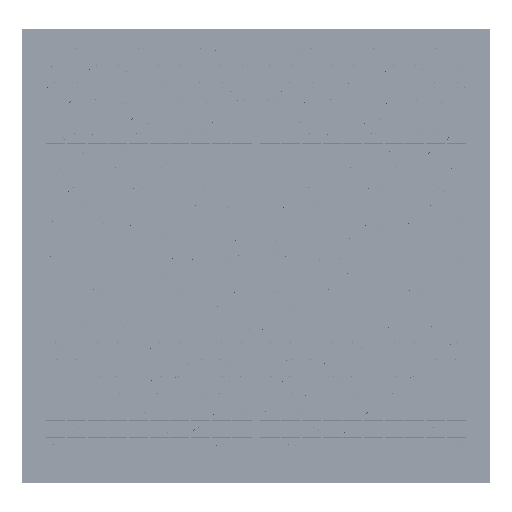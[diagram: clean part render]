
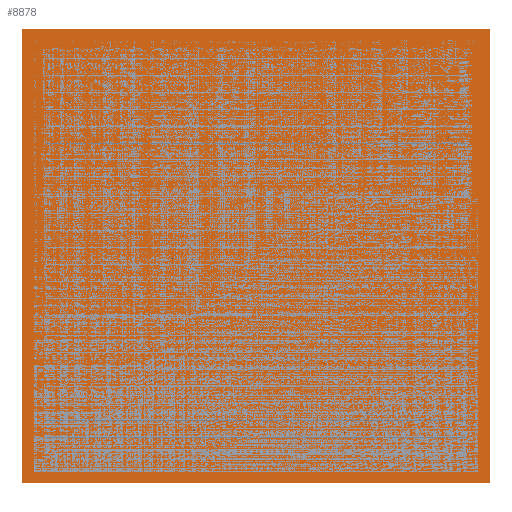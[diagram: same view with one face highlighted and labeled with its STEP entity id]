
A CAD part, top view. The second image highlights one B-rep face of the part: STEP entity #8878.
In plain terms, the highlighted planar face has unit normal (0, 0, 1).
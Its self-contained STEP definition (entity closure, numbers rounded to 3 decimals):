
#8564 = VERTEX_POINT('',#8565);
#8565 = CARTESIAN_POINT('',(-731.5,-711.,29.15));
#8572 = PLANE('',#8573);
#8573 = AXIS2_PLACEMENT_3D('',#8574,#8575,#8576);
#8574 = CARTESIAN_POINT('',(-731.5,-711.,-29.15));
#8575 = DIRECTION('',(1.,0.,0.));
#8576 = DIRECTION('',(0.,0.,1.));
#8584 = PLANE('',#8585);
#8585 = AXIS2_PLACEMENT_3D('',#8586,#8587,#8588);
#8586 = CARTESIAN_POINT('',(-731.5,-711.,-29.15));
#8587 = DIRECTION('',(0.,1.,0.));
#8588 = DIRECTION('',(0.,0.,1.));
#8625 = VERTEX_POINT('',#8626);
#8626 = CARTESIAN_POINT('',(-731.5,711.,29.15));
#8640 = PLANE('',#8641);
#8641 = AXIS2_PLACEMENT_3D('',#8642,#8643,#8644);
#8642 = CARTESIAN_POINT('',(-731.5,711.,-29.15));
#8643 = DIRECTION('',(0.,1.,0.));
#8644 = DIRECTION('',(0.,0.,1.));
#8652 = EDGE_CURVE('',#8564,#8625,#8653,.T.);
#8653 = SURFACE_CURVE('',#8654,(#8658,#8665),.PCURVE_S1.);
#8654 = LINE('',#8655,#8656);
#8655 = CARTESIAN_POINT('',(-731.5,-711.,29.15));
#8656 = VECTOR('',#8657,1.);
#8657 = DIRECTION('',(0.,1.,0.));
#8658 = PCURVE('',#8572,#8659);
#8659 = DEFINITIONAL_REPRESENTATION('',(#8660),#8664);
#8660 = LINE('',#8661,#8662);
#8661 = CARTESIAN_POINT('',(58.3,0.));
#8662 = VECTOR('',#8663,1.);
#8663 = DIRECTION('',(0.,-1.));
#8664 = ( GEOMETRIC_REPRESENTATION_CONTEXT(2) 
PARAMETRIC_REPRESENTATION_CONTEXT() REPRESENTATION_CONTEXT('2D SPACE',''
  ) );
#8665 = PCURVE('',#8666,#8671);
#8666 = PLANE('',#8667);
#8667 = AXIS2_PLACEMENT_3D('',#8668,#8669,#8670);
#8668 = CARTESIAN_POINT('',(-731.5,-711.,29.15));
#8669 = DIRECTION('',(0.,0.,1.));
#8670 = DIRECTION('',(1.,0.,0.));
#8671 = DEFINITIONAL_REPRESENTATION('',(#8672),#8676);
#8672 = LINE('',#8673,#8674);
#8673 = CARTESIAN_POINT('',(0.,0.));
#8674 = VECTOR('',#8675,1.);
#8675 = DIRECTION('',(0.,1.));
#8676 = ( GEOMETRIC_REPRESENTATION_CONTEXT(2) 
PARAMETRIC_REPRESENTATION_CONTEXT() REPRESENTATION_CONTEXT('2D SPACE',''
  ) );
#8684 = VERTEX_POINT('',#8685);
#8685 = CARTESIAN_POINT('',(731.5,-711.,29.15));
#8692 = PLANE('',#8693);
#8693 = AXIS2_PLACEMENT_3D('',#8694,#8695,#8696);
#8694 = CARTESIAN_POINT('',(731.5,-711.,-29.15));
#8695 = DIRECTION('',(1.,0.,0.));
#8696 = DIRECTION('',(0.,0.,1.));
#8735 = VERTEX_POINT('',#8736);
#8736 = CARTESIAN_POINT('',(731.5,711.,29.15));
#8757 = EDGE_CURVE('',#8684,#8735,#8758,.T.);
#8758 = SURFACE_CURVE('',#8759,(#8763,#8770),.PCURVE_S1.);
#8759 = LINE('',#8760,#8761);
#8760 = CARTESIAN_POINT('',(731.5,-711.,29.15));
#8761 = VECTOR('',#8762,1.);
#8762 = DIRECTION('',(0.,1.,0.));
#8763 = PCURVE('',#8692,#8764);
#8764 = DEFINITIONAL_REPRESENTATION('',(#8765),#8769);
#8765 = LINE('',#8766,#8767);
#8766 = CARTESIAN_POINT('',(58.3,0.));
#8767 = VECTOR('',#8768,1.);
#8768 = DIRECTION('',(0.,-1.));
#8769 = ( GEOMETRIC_REPRESENTATION_CONTEXT(2) 
PARAMETRIC_REPRESENTATION_CONTEXT() REPRESENTATION_CONTEXT('2D SPACE',''
  ) );
#8770 = PCURVE('',#8666,#8771);
#8771 = DEFINITIONAL_REPRESENTATION('',(#8772),#8776);
#8772 = LINE('',#8773,#8774);
#8773 = CARTESIAN_POINT('',(1463.,0.));
#8774 = VECTOR('',#8775,1.);
#8775 = DIRECTION('',(0.,1.));
#8776 = ( GEOMETRIC_REPRESENTATION_CONTEXT(2) 
PARAMETRIC_REPRESENTATION_CONTEXT() REPRESENTATION_CONTEXT('2D SPACE',''
  ) );
#8803 = EDGE_CURVE('',#8564,#8684,#8804,.T.);
#8804 = SURFACE_CURVE('',#8805,(#8809,#8816),.PCURVE_S1.);
#8805 = LINE('',#8806,#8807);
#8806 = CARTESIAN_POINT('',(-731.5,-711.,29.15));
#8807 = VECTOR('',#8808,1.);
#8808 = DIRECTION('',(1.,0.,0.));
#8809 = PCURVE('',#8584,#8810);
#8810 = DEFINITIONAL_REPRESENTATION('',(#8811),#8815);
#8811 = LINE('',#8812,#8813);
#8812 = CARTESIAN_POINT('',(58.3,0.));
#8813 = VECTOR('',#8814,1.);
#8814 = DIRECTION('',(0.,1.));
#8815 = ( GEOMETRIC_REPRESENTATION_CONTEXT(2) 
PARAMETRIC_REPRESENTATION_CONTEXT() REPRESENTATION_CONTEXT('2D SPACE',''
  ) );
#8816 = PCURVE('',#8666,#8817);
#8817 = DEFINITIONAL_REPRESENTATION('',(#8818),#8822);
#8818 = LINE('',#8819,#8820);
#8819 = CARTESIAN_POINT('',(0.,0.));
#8820 = VECTOR('',#8821,1.);
#8821 = DIRECTION('',(1.,0.));
#8822 = ( GEOMETRIC_REPRESENTATION_CONTEXT(2) 
PARAMETRIC_REPRESENTATION_CONTEXT() REPRESENTATION_CONTEXT('2D SPACE',''
  ) );
#8850 = EDGE_CURVE('',#8625,#8735,#8851,.T.);
#8851 = SURFACE_CURVE('',#8852,(#8856,#8863),.PCURVE_S1.);
#8852 = LINE('',#8853,#8854);
#8853 = CARTESIAN_POINT('',(-731.5,711.,29.15));
#8854 = VECTOR('',#8855,1.);
#8855 = DIRECTION('',(1.,0.,0.));
#8856 = PCURVE('',#8640,#8857);
#8857 = DEFINITIONAL_REPRESENTATION('',(#8858),#8862);
#8858 = LINE('',#8859,#8860);
#8859 = CARTESIAN_POINT('',(58.3,0.));
#8860 = VECTOR('',#8861,1.);
#8861 = DIRECTION('',(0.,1.));
#8862 = ( GEOMETRIC_REPRESENTATION_CONTEXT(2) 
PARAMETRIC_REPRESENTATION_CONTEXT() REPRESENTATION_CONTEXT('2D SPACE',''
  ) );
#8863 = PCURVE('',#8666,#8864);
#8864 = DEFINITIONAL_REPRESENTATION('',(#8865),#8869);
#8865 = LINE('',#8866,#8867);
#8866 = CARTESIAN_POINT('',(0.,1422.));
#8867 = VECTOR('',#8868,1.);
#8868 = DIRECTION('',(1.,0.));
#8869 = ( GEOMETRIC_REPRESENTATION_CONTEXT(2) 
PARAMETRIC_REPRESENTATION_CONTEXT() REPRESENTATION_CONTEXT('2D SPACE',''
  ) );
#8878 = ADVANCED_FACE('',(#8879),#8666,.T.);
#8879 = FACE_BOUND('',#8880,.T.);
#8880 = EDGE_LOOP('',(#8881,#8882,#8883,#8884));
#8881 = ORIENTED_EDGE('',*,*,#8652,.F.);
#8882 = ORIENTED_EDGE('',*,*,#8803,.T.);
#8883 = ORIENTED_EDGE('',*,*,#8757,.T.);
#8884 = ORIENTED_EDGE('',*,*,#8850,.F.);
